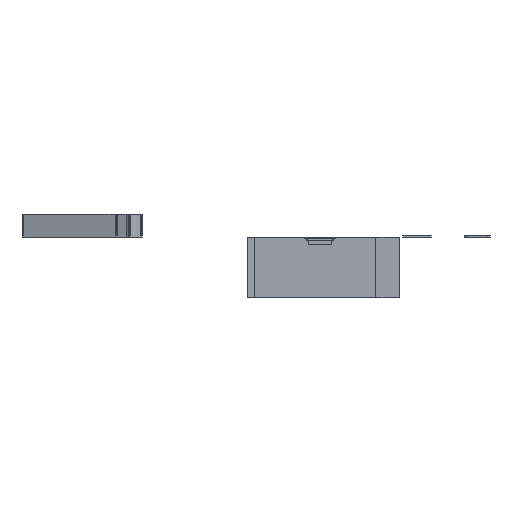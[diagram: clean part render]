
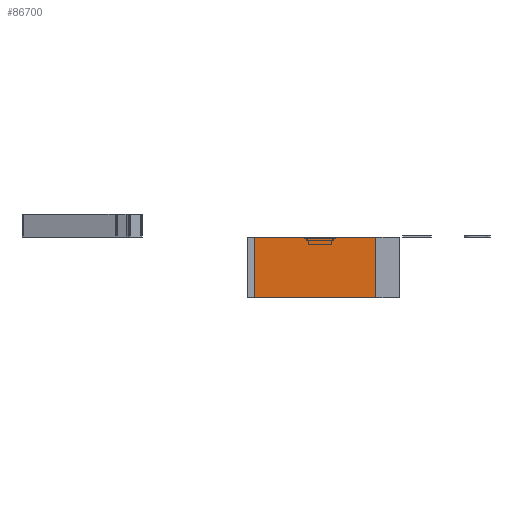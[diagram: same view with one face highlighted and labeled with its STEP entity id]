
A CAD part, left-side view. The second image highlights one B-rep face of the part: STEP entity #86700.
In plain terms, the highlighted planar face has unit normal (-1, 0, 0).
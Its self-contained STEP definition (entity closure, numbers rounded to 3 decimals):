
#5325=FACE_OUTER_BOUND('',#9940,.T.);
#9940=EDGE_LOOP('',(#75381,#75382,#75383,#75384));
#21248=LINE('',#138063,#33057);
#21251=LINE('',#138070,#33060);
#21256=LINE('',#138078,#33065);
#21257=LINE('',#138080,#33066);
#33057=VECTOR('',#113166,304.8);
#33060=VECTOR('',#113171,304.8);
#33065=VECTOR('',#113180,304.8);
#33066=VECTOR('',#113183,304.8);
#41379=VERTEX_POINT('',#138060);
#41380=VERTEX_POINT('',#138062);
#41382=VERTEX_POINT('',#138067);
#41383=VERTEX_POINT('',#138069);
#52872=EDGE_CURVE('',#41379,#41380,#21248,.T.);
#52875=EDGE_CURVE('',#41382,#41383,#21251,.T.);
#52880=EDGE_CURVE('',#41383,#41379,#21256,.T.);
#52881=EDGE_CURVE('',#41382,#41380,#21257,.T.);
#75381=ORIENTED_EDGE('',*,*,#52872,.F.);
#75382=ORIENTED_EDGE('',*,*,#52880,.F.);
#75383=ORIENTED_EDGE('',*,*,#52875,.F.);
#75384=ORIENTED_EDGE('',*,*,#52881,.T.);
#82276=PLANE('',#93993);
#86700=ADVANCED_FACE('',(#5325),#82276,.T.);
#93993=AXIS2_PLACEMENT_3D('',#138079,#113181,#113182);
#113166=DIRECTION('',(0.,1.,0.));
#113171=DIRECTION('',(0.,-1.,0.));
#113180=DIRECTION('',(0.,0.,-1.));
#113181=DIRECTION('center_axis',(-1.,0.,0.));
#113182=DIRECTION('ref_axis',(0.,0.,1.));
#113183=DIRECTION('',(0.,0.,-1.));
#138060=CARTESIAN_POINT('',(696.669,-3793.134,-400.));
#138062=CARTESIAN_POINT('',(696.669,-2993.134,-400.));
#138063=CARTESIAN_POINT('',(696.669,-3793.134,-400.));
#138067=CARTESIAN_POINT('',(696.669,-2993.134,0.));
#138069=CARTESIAN_POINT('',(696.669,-3793.134,0.));
#138070=CARTESIAN_POINT('',(696.669,-2993.134,0.));
#138078=CARTESIAN_POINT('',(696.669,-3793.134,-400.));
#138079=CARTESIAN_POINT('Origin',(696.669,-3793.134,-400.));
#138080=CARTESIAN_POINT('',(696.669,-2993.134,-400.));
